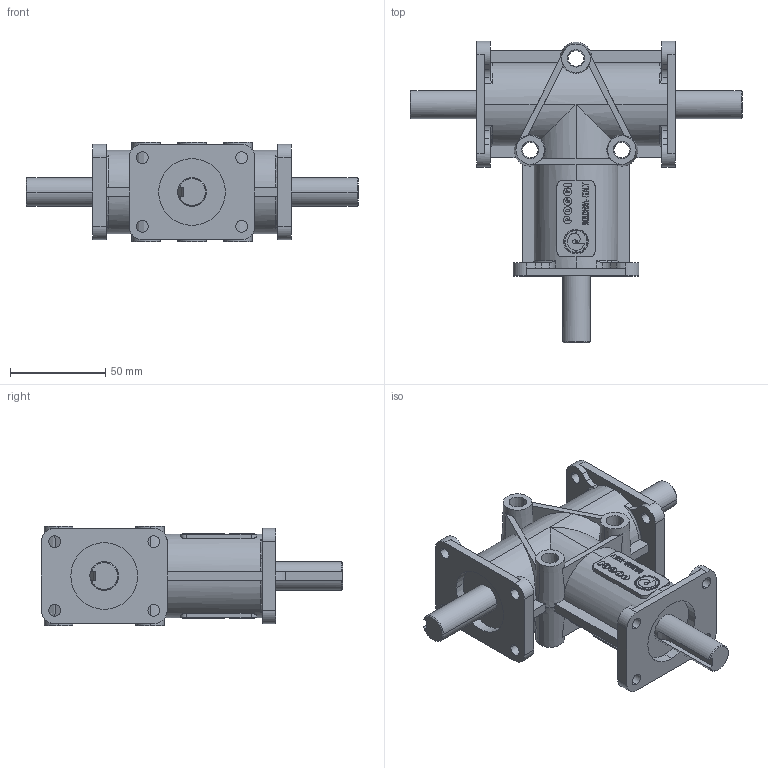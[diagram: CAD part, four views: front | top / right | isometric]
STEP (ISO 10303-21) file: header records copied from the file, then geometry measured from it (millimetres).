
FILE_DESCRIPTION(('STEP AP214'),'1');
FILE_NAME('184008121.stp','2017-01-12T13:02:34',('TraceParts'),('TraceParts S.A.'),'Spatial InterOp 3D',' ',' ');
FILE_SCHEMA(('automotive_design'));
Length unit declared in the file: millimetre
Products named in the file (1): 1
Bounding box: 174 x 158 x 52 mm (x, y, z)
Volume: 328041.6 mm3; surface area: 60773.2 mm2
Topology: 1 solids, 1 shells, 959 faces, 2676 edges, 1785 vertices
Faces by surface type: plane 434, extrusion 336, cylinder 143, cone 34, torus 12
Entity records: 56601 total; most frequent: CARTESIAN_POINT 25911, ORIENTED_EDGE 5352, DIRECTION 3585, EDGE_CURVE 2676, VERTEX_POINT 1785, VECTOR 1535, B_SPLINE_CURVE_WITH_KNOTS 1412, LINE 1199
